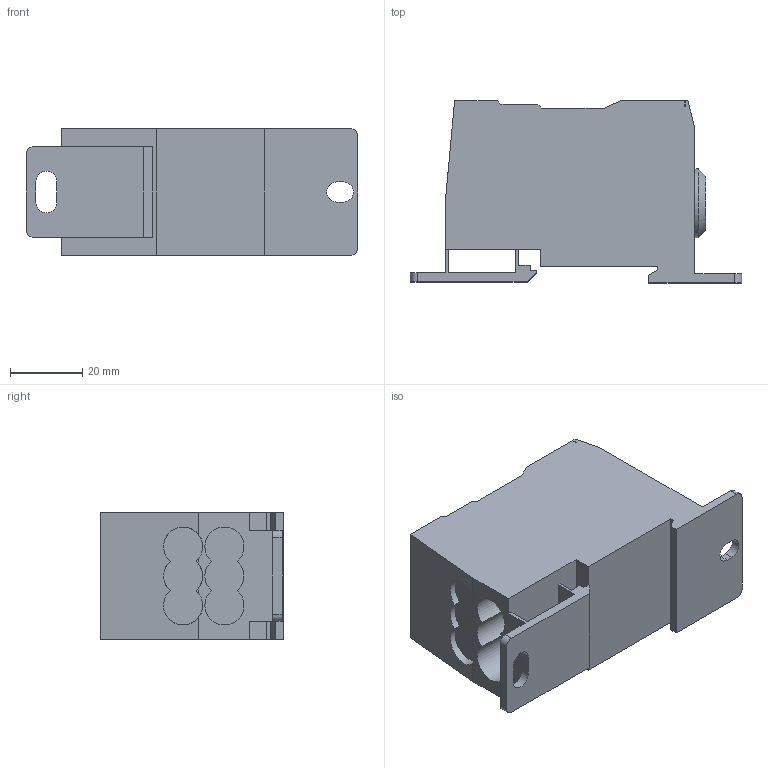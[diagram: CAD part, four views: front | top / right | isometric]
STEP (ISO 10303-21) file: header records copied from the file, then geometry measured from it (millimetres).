
FILE_DESCRIPTION(('FreeCAD Model'),'2;1');
FILE_NAME('1746_SVB_160.stp','2018-09-01T18:32:18',('Author'),(''), 'Open CASCADE STEP processor 7.2','FreeCAD','Unknown');
FILE_SCHEMA(('AUTOMOTIVE_DESIGN { 1 0 10303 214 1 1 1 1 }'));
Length unit declared in the file: millimetre
Products named in the file (1): 1746_SVB_160
Bounding box: 91.6 x 50.3 x 35 mm (x, y, z)
Volume: 96656.6 mm3; surface area: 23656.3 mm2
Topology: 1 solids, 1 shells, 96 faces, 246 edges, 162 vertices
Faces by surface type: plane 68, cylinder 27, cone 1
Full cylindrical faces by diameter (mm): 6.7 x8, 7 x1, 15 x1, 19 x1
Entity records: 6446 total; most frequent: CARTESIAN_POINT 1519, DIRECTION 916, LINE 601, VECTOR 601, ORIENTED_EDGE 492, PCURVE 492, DEFINITIONAL_REPRESENTATION 492, EDGE_CURVE 246
